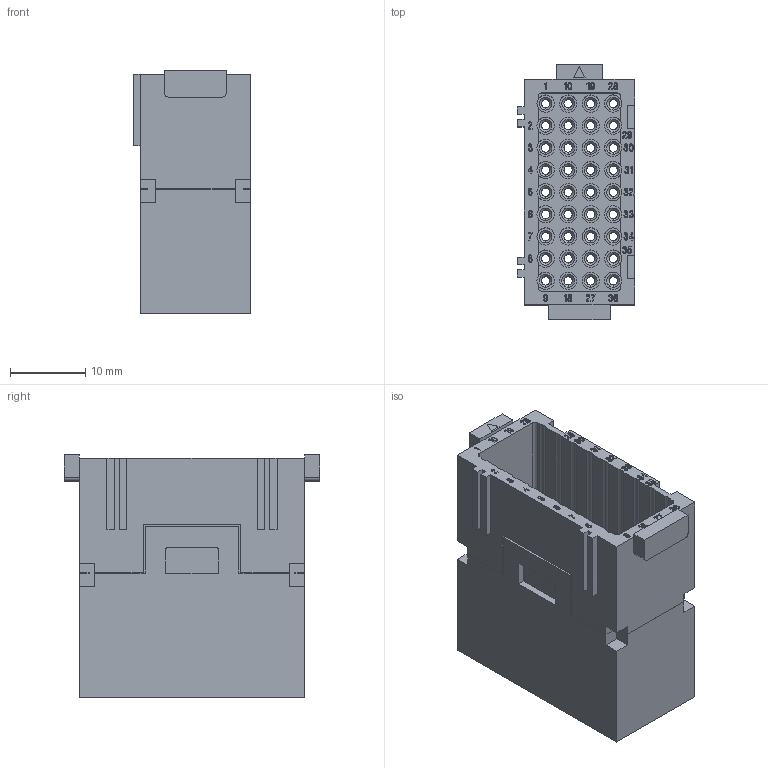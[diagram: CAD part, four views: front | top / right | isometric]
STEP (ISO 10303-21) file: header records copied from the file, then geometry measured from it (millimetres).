
FILE_DESCRIPTION(('Creo Elements/Direct Modeling STEP Export'),'2;1');
FILE_NAME('0lndqdl4rt797646668','2019-07-26T14:36:57',(''),(''),'Creo Elements/Direct Modeling STEP processor for AP214 (Solid Model)','Creo Elements/Direct Modeling 20.1B 02-Apr-2019 (C) Parametric Technology GmbH','');
FILE_SCHEMA(('AUTOMOTIVE_DESIGN { 1 0 10303 214 1 1 1 1 }'));
Products named in the file (2): CX_36_IM
Assembly tree (1 placements, depth 2):
  CX_36_IM
    CX_36_IM
Bounding box: 15.6 x 34 x 32.3 mm (x, y, z)
Volume: 5830 mm3; surface area: 8289.5 mm2
Topology: 1 solids, 1 shells, 3036 faces, 8777 edges, 5844 vertices
Faces by surface type: plane 2778, cylinder 177, cone 72, extrusion 9
Entity records: 100315 total; most frequent: ORIENTED_EDGE 17554, CARTESIAN_POINT 17545, DIRECTION 14639, EDGE_CURVE 8777, VECTOR 8241, LINE 8232, VERTEX_POINT 5844, EDGE_LOOP 3209
